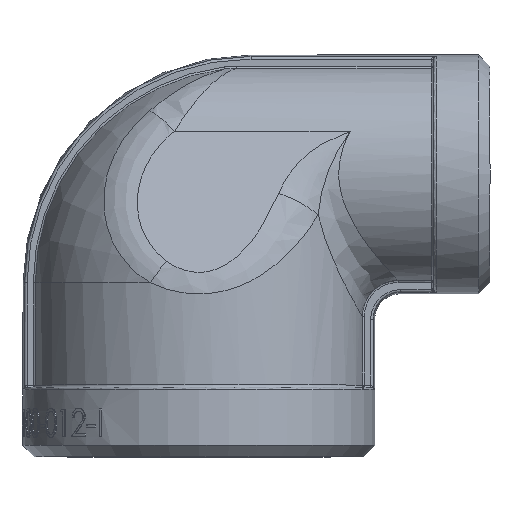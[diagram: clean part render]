
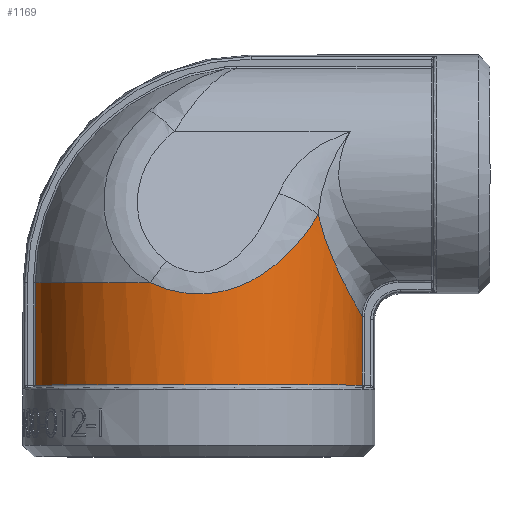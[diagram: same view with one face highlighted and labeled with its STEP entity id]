
A CAD part, top view. The second image highlights one B-rep face of the part: STEP entity #1169.
In plain terms, the highlighted cylindrical face has radius 19 mm (diameter 38 mm), a partial arc.
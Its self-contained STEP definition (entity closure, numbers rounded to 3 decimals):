
#1169 = ADVANCED_FACE ( 'NONE', ( #16023 ), #16060, .T. ) ;
#1624 = AXIS2_PLACEMENT_3D ( 'NONE', #16080, #16090, #16062 ) ;
#6045 = VERTEX_POINT ( 'NONE', #24295 ) ;
#6047 = VERTEX_POINT ( 'NONE', #24201 ) ;
#6060 = VERTEX_POINT ( 'NONE', #24283 ) ;
#6067 = VERTEX_POINT ( 'NONE', #24210 ) ;
#6074 = VERTEX_POINT ( 'NONE', #24341 ) ;
#6080 = VERTEX_POINT ( 'NONE', #24246 ) ;
#9334 = VECTOR ( 'NONE', #21830, 1000. ) ;
#9339 = AXIS2_PLACEMENT_3D ( 'NONE', #21825, #21819, #21841 ) ;
#9364 = VECTOR ( 'NONE', #21769, 1000. ) ;
#9367 = CIRCLE ( 'NONE', #9371, 19. ) ;
#9371 = AXIS2_PLACEMENT_3D ( 'NONE', #21827, #21816, #21828 ) ;
#9381 = CIRCLE ( 'NONE', #9339, 19. ) ;
#12146 = B_SPLINE_CURVE_WITH_KNOTS ( 'NONE', 3,
 ( #21781, #21782, #21791, #21756, #21793, #21794, #21760 ),
 .UNSPECIFIED., .F., .F.,
 ( 4, 1, 1, 1, 4 ),
 ( 0., 0.083, 0.312, 0.771, 0.986 ),
 .UNSPECIFIED. ) ;
#12183 = B_SPLINE_CURVE_WITH_KNOTS ( 'NONE', 3,
 ( #21786, #21775, #21772, #21773, #21761, #21752 ),
 .UNSPECIFIED., .F., .F.,
 ( 4, 1, 1, 4 ),
 ( 0., 0.429, 0.714, 1. ),
 .UNSPECIFIED. ) ;
#16023 = FACE_OUTER_BOUND ( 'NONE', #24037, .T. ) ;
#16060 = CYLINDRICAL_SURFACE ( 'NONE', #1624, 19. ) ;
#16062 = DIRECTION ( 'NONE',  ( -1., 0., 0. ) ) ;
#16080 = CARTESIAN_POINT ( 'NONE',  ( 0., -18.5, 0. ) ) ;
#16090 = DIRECTION ( 'NONE',  ( 0., 1., 0. ) ) ;
#21277 = EDGE_CURVE ( 'NONE', #6074, #6047, #12183, .T. ) ;
#21280 = EDGE_CURVE ( 'NONE', #6067, #6045, #21779, .T. ) ;
#21283 = EDGE_CURVE ( 'NONE', #6047, #6045, #12146, .T. ) ;
#21290 = EDGE_CURVE ( 'NONE', #6080, #6067, #9367, .T. ) ;
#21292 = EDGE_CURVE ( 'NONE', #6060, #6080, #21799, .T. ) ;
#21293 = EDGE_CURVE ( 'NONE', #6060, #6074, #9381, .T. ) ;
#21749 = CARTESIAN_POINT ( 'NONE',  ( 18.805, -18.5, 2.714 ) ) ;
#21752 = CARTESIAN_POINT ( 'NONE',  ( 13.737, -4.691, 13.126 ) ) ;
#21756 = CARTESIAN_POINT ( 'NONE',  ( 15.888, -11.11, 10.633 ) ) ;
#21760 = CARTESIAN_POINT ( 'NONE',  ( 18.805, -16.368, 2.714 ) ) ;
#21761 = CARTESIAN_POINT ( 'NONE',  ( 12.354, -6.936, 14.573 ) ) ;
#21769 = DIRECTION ( 'NONE',  ( 0., 1., 0. ) ) ;
#21772 = CARTESIAN_POINT ( 'NONE',  ( 2.424, -14.352, 19.356 ) ) ;
#21773 = CARTESIAN_POINT ( 'NONE',  ( 9.127, -10.738, 17.025 ) ) ;
#21775 = CARTESIAN_POINT ( 'NONE',  ( -2.711, -13.868, 19.044 ) ) ;
#21779 = LINE ( 'NONE', #21749, #9364 ) ;
#21781 = CARTESIAN_POINT ( 'NONE',  ( 13.737, -4.691, 13.126 ) ) ;
#21782 = CARTESIAN_POINT ( 'NONE',  ( 13.852, -5.193, 13.006 ) ) ;
#21786 = CARTESIAN_POINT ( 'NONE',  ( -5.582, -12.5, 18.162 ) ) ;
#21791 = CARTESIAN_POINT ( 'NONE',  ( 14.338, -7.035, 12.485 ) ) ;
#21793 = CARTESIAN_POINT ( 'NONE',  ( 17.845, -14.701, 7.173 ) ) ;
#21794 = CARTESIAN_POINT ( 'NONE',  ( 18.645, -16.092, 3.826 ) ) ;
#21799 = LINE ( 'NONE', #21817, #9334 ) ;
#21816 = DIRECTION ( 'NONE',  ( 0., 1., 0. ) ) ;
#21817 = CARTESIAN_POINT ( 'NONE',  ( -18.805, -18.5, 2.714 ) ) ;
#21819 = DIRECTION ( 'NONE',  ( 0., 1., 0. ) ) ;
#21825 = CARTESIAN_POINT ( 'NONE',  ( 0., -12.5, 0. ) ) ;
#21827 = CARTESIAN_POINT ( 'NONE',  ( 0., -24.25, 0. ) ) ;
#21828 = DIRECTION ( 'NONE',  ( 0., 0., 1. ) ) ;
#21830 = DIRECTION ( 'NONE',  ( 0., -1., 0. ) ) ;
#21841 = DIRECTION ( 'NONE',  ( -1., 0., 0. ) ) ;
#22691 = ORIENTED_EDGE ( 'NONE', *, *, #21293, .F. ) ;
#22756 = ORIENTED_EDGE ( 'NONE', *, *, #21292, .T. ) ;
#22771 = ORIENTED_EDGE ( 'NONE', *, *, #21283, .F. ) ;
#22800 = ORIENTED_EDGE ( 'NONE', *, *, #21280, .T. ) ;
#22815 = ORIENTED_EDGE ( 'NONE', *, *, #21290, .T. ) ;
#22818 = ORIENTED_EDGE ( 'NONE', *, *, #21277, .F. ) ;
#24037 = EDGE_LOOP ( 'NONE', ( #22691, #22756, #22815, #22800, #22771, #22818 ) ) ;
#24201 = CARTESIAN_POINT ( 'NONE',  ( 13.737, -4.691, 13.126 ) ) ;
#24210 = CARTESIAN_POINT ( 'NONE',  ( 18.805, -24.25, 2.714 ) ) ;
#24246 = CARTESIAN_POINT ( 'NONE',  ( -18.805, -24.25, 2.714 ) ) ;
#24283 = CARTESIAN_POINT ( 'NONE',  ( -18.805, -12.5, 2.714 ) ) ;
#24295 = CARTESIAN_POINT ( 'NONE',  ( 18.805, -16.368, 2.714 ) ) ;
#24341 = CARTESIAN_POINT ( 'NONE',  ( -5.582, -12.5, 18.162 ) ) ;
